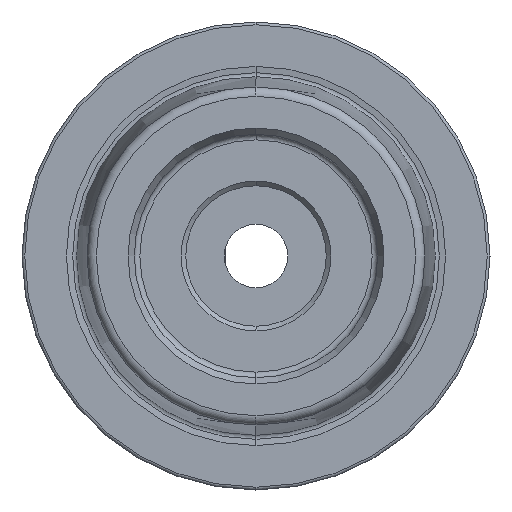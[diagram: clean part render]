
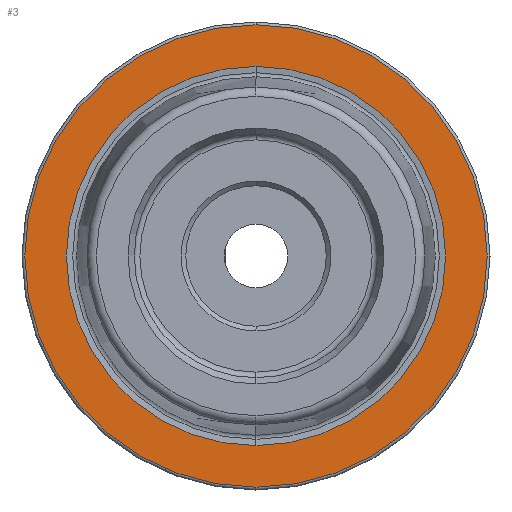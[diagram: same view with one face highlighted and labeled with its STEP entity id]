
A CAD part, left-side view. The second image highlights one B-rep face of the part: STEP entity #3.
In plain terms, the highlighted planar face has unit normal (-1, 0, 0).
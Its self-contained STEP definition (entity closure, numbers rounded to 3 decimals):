
#3 = ADVANCED_FACE ( 'NONE', ( #955, #1102 ), #3538, .F. ) ;
#5 = EDGE_LOOP ( 'NONE', ( #1307, #2737 ) ) ;
#70 = DIRECTION ( 'NONE',  ( 0., 0., 1. ) ) ;
#306 = CARTESIAN_POINT ( 'NONE',  ( 0., 0., 0. ) ) ;
#341 = ORIENTED_EDGE ( 'NONE', *, *, #2113, .F. ) ;
#576 = AXIS2_PLACEMENT_3D ( 'NONE', #2818, #1290, #1597 ) ;
#635 = VERTEX_POINT ( 'NONE', #2032 ) ;
#643 = AXIS2_PLACEMENT_3D ( 'NONE', #2218, #1856, #70 ) ;
#774 = DIRECTION ( 'NONE',  ( 1., 0., 0. ) ) ;
#827 = VERTEX_POINT ( 'NONE', #859 ) ;
#833 = CARTESIAN_POINT ( 'NONE',  ( 0., 0., 20.258 ) ) ;
#859 = CARTESIAN_POINT ( 'NONE',  ( 0., 0., 24.7 ) ) ;
#955 = FACE_BOUND ( 'NONE', #1691, .T. ) ;
#1081 = CARTESIAN_POINT ( 'NONE',  ( 0., 0., 0. ) ) ;
#1102 = FACE_OUTER_BOUND ( 'NONE', #5, .T. ) ;
#1290 = DIRECTION ( 'NONE',  ( -1., 0., 0. ) ) ;
#1307 = ORIENTED_EDGE ( 'NONE', *, *, #2961, .T. ) ;
#1439 = CIRCLE ( 'NONE', #576, 24.7 ) ;
#1467 = EDGE_CURVE ( 'NONE', #2372, #827, #1439, .T. ) ;
#1597 = DIRECTION ( 'NONE',  ( 0., 0., 1. ) ) ;
#1691 = EDGE_LOOP ( 'NONE', ( #2466, #341 ) ) ;
#1784 = VERTEX_POINT ( 'NONE', #833 ) ;
#1856 = DIRECTION ( 'NONE',  ( -1., 0., 0. ) ) ;
#1892 = DIRECTION ( 'NONE',  ( -1., 0., 0. ) ) ;
#2032 = CARTESIAN_POINT ( 'NONE',  ( 0., 0., -20.258 ) ) ;
#2113 = EDGE_CURVE ( 'NONE', #635, #1784, #3930, .T. ) ;
#2135 = CARTESIAN_POINT ( 'NONE',  ( 0., 0., -24.7 ) ) ;
#2218 = CARTESIAN_POINT ( 'NONE',  ( 0., 0., 0. ) ) ;
#2370 = CIRCLE ( 'NONE', #643, 20.258 ) ;
#2372 = VERTEX_POINT ( 'NONE', #2135 ) ;
#2466 = ORIENTED_EDGE ( 'NONE', *, *, #3737, .F. ) ;
#2580 = CIRCLE ( 'NONE', #3093, 24.7 ) ;
#2597 = CARTESIAN_POINT ( 'NONE',  ( 0., 24.7, 0. ) ) ;
#2737 = ORIENTED_EDGE ( 'NONE', *, *, #1467, .T. ) ;
#2818 = CARTESIAN_POINT ( 'NONE',  ( 0., 0., 0. ) ) ;
#2899 = DIRECTION ( 'NONE',  ( 0., 0., 1. ) ) ;
#2961 = EDGE_CURVE ( 'NONE', #827, #2372, #2580, .T. ) ;
#3093 = AXIS2_PLACEMENT_3D ( 'NONE', #306, #1892, #3402 ) ;
#3402 = DIRECTION ( 'NONE',  ( 0., 0., 1. ) ) ;
#3444 = AXIS2_PLACEMENT_3D ( 'NONE', #2597, #774, #3554 ) ;
#3538 = PLANE ( 'NONE',  #3444 ) ;
#3554 = DIRECTION ( 'NONE',  ( 0., 0., -1. ) ) ;
#3737 = EDGE_CURVE ( 'NONE', #1784, #635, #2370, .T. ) ;
#3822 = AXIS2_PLACEMENT_3D ( 'NONE', #1081, #3848, #2899 ) ;
#3848 = DIRECTION ( 'NONE',  ( -1., 0., 0. ) ) ;
#3930 = CIRCLE ( 'NONE', #3822, 20.258 ) ;
